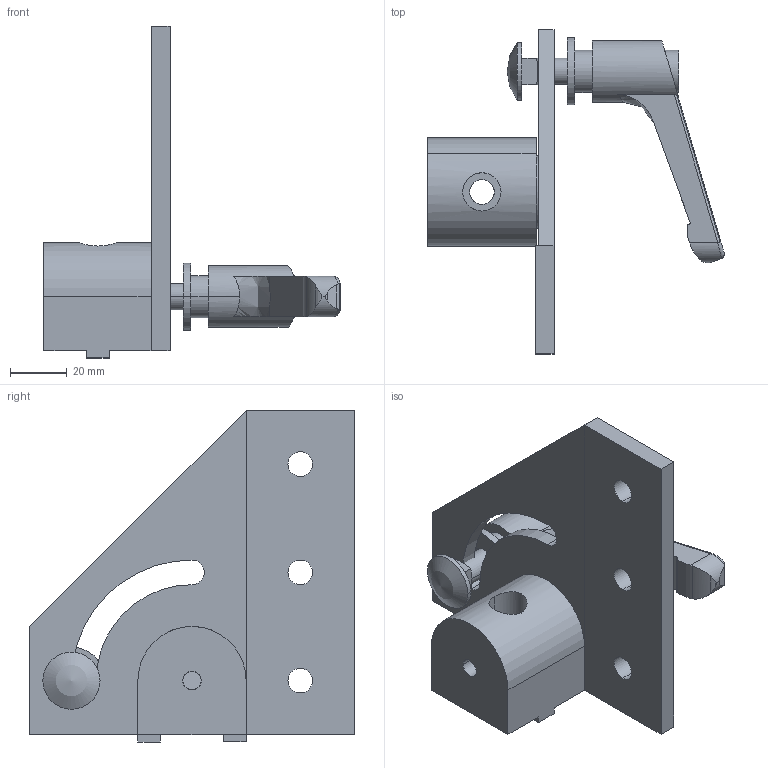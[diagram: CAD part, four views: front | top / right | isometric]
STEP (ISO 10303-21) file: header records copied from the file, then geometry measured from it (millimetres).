
FILE_DESCRIPTION((''),'2;1');
FILE_NAME('15HI8865.stp','2006-03-13T15:33:50',('Shawn Mantel'),('Faztek, LLC'),'Mechanical Desktop 2005','Mechanical Desktop 2005',', , ');
FILE_SCHEMA(('CONFIG_CONTROL_DESIGN'));
Length unit declared in the file: inch
Products named in the file (1): Product
Bounding box: 104.33 x 114.3 x 116.84 mm (x, y, z)
Volume: 123392.4 mm3; surface area: 43002.6 mm2
Topology: 7 solids, 7 shells, 131 faces, 327 edges, 215 vertices
Faces by surface type: bspline 55, cylinder 41, plane 33, cone 2
Entity records: 4984 total; most frequent: CARTESIAN_POINT 1886, ORIENTED_EDGE 650, DIRECTION 565, EDGE_CURVE 325, VERTEX_POINT 215, AXIS2_PLACEMENT_3D 201, VECTOR 163, LINE 163
